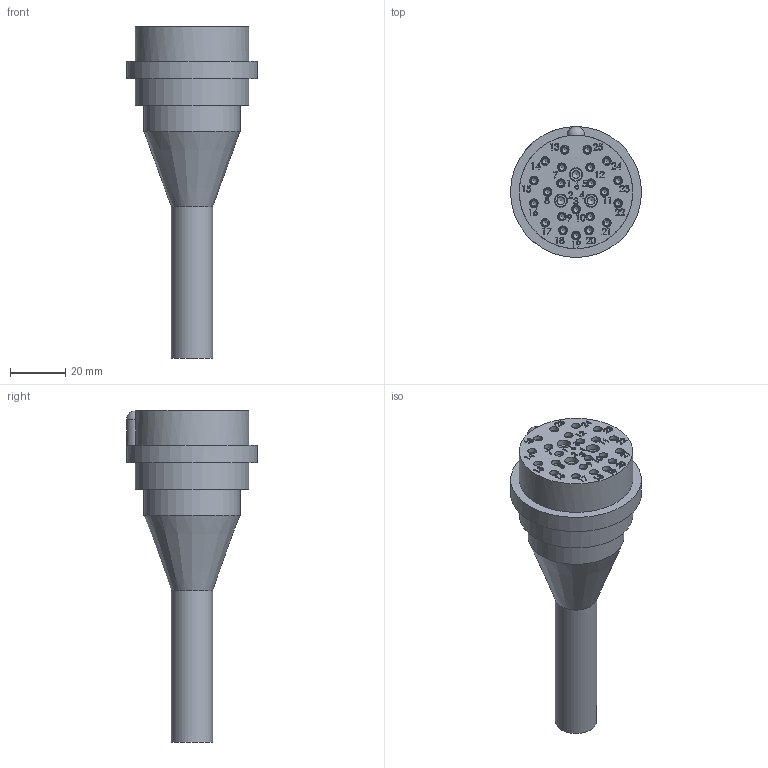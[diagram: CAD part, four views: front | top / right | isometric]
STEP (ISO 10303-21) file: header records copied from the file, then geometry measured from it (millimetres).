
FILE_DESCRIPTION(/* description */ (''),/* implementation_level */ '2;1');
FILE_NAME(/* name */ 'IL25F.stp',/* time_stamp */ '2016-02-08T14:39:24+01:00',/* author */ ('sh'),/* organization */ (''),/* preprocessor_version */ 'ST-DEVELOPER v15.2',/* originating_system */ 'Autodesk Inventor 2014',/* authorisation */ '');
FILE_SCHEMA (('AUTOMOTIVE_DESIGN { 1 0 10303 214 3 1 1 }'));
Products named in the file (1): IL25F
Bounding box: 47.62 x 47.62 x 120.7 mm (x, y, z)
Volume: 69636.9 mm3; surface area: 27043.4 mm2
Topology: 51 solids, 51 shells, 1928 faces, 4829 edges, 3120 vertices
Faces by surface type: plane 853, cylinder 340, torus 325, bspline 208, cone 201, sphere 1
Full cylindrical faces by diameter (mm): 1.321 x22, 2.032 x22, 2.037 x22, 2.057 x22, 2.134 x12, 2.743 x44, 2.794 x22, 2.819 x3, 2.896 x3, 3.175 x132, 3.912 x3, 3.962 x3, 4.013 x3, 4.75 x3, 4.826 x18, 14.986 x1, 34.925 x1, 41.275 x2, 47.625 x1
Entity records: 64375 total; most frequent: CARTESIAN_POINT 22974, DIRECTION 8316, ORIENTED_EDGE 7812, EDGE_CURVE 3906, AXIS2_PLACEMENT_3D 3320, VERTEX_POINT 2866, EDGE_LOOP 2776, FACE_OUTER_BOUND 1928
